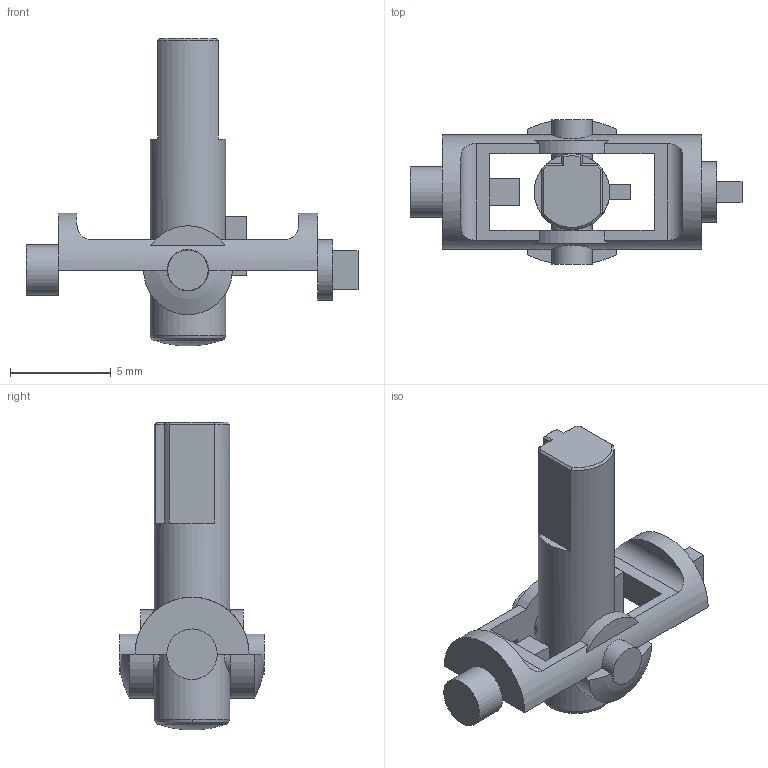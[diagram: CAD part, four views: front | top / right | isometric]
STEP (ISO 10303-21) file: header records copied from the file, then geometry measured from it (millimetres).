
FILE_DESCRIPTION(('FreeCAD Model'),'2;1');
FILE_NAME('Open CASCADE Shape Model','2025-04-13T15:53:33',(''),(''), 'Open CASCADE STEP processor 7.8','FreeCAD','Unknown');
FILE_SCHEMA(('AUTOMOTIVE_DESIGN { 1 0 10303 214 1 1 1 1 }'));
Length unit declared in the file: millimetre
Products named in the file (3): NGCC_PARTS_T2; STEM; GUIDE_X
Assembly tree (2 placements, depth 2):
  NGCC_PARTS_T2
    STEM
    GUIDE_X
Bounding box: 16.45 x 7.15 x 15.25 mm (x, y, z)
Volume: 272.3 mm3; surface area: 509 mm2
Topology: 2 solids, 2 shells, 78 faces, 201 edges, 126 vertices
Faces by surface type: plane 55, cylinder 14, cone 4, revolution 3, bspline 2
Full cylindrical faces by diameter (mm): 2 x2, 2.05 x2, 2.5 x1, 3 x1, 3.75 x1
Entity records: 3289 total; most frequent: CARTESIAN_POINT 1326, ORIENTED_EDGE 400, DIRECTION 391, EDGE_CURVE 200, AXIS2_PLACEMENT_3D 131, VERTEX_POINT 126, LINE 126, VECTOR 126
